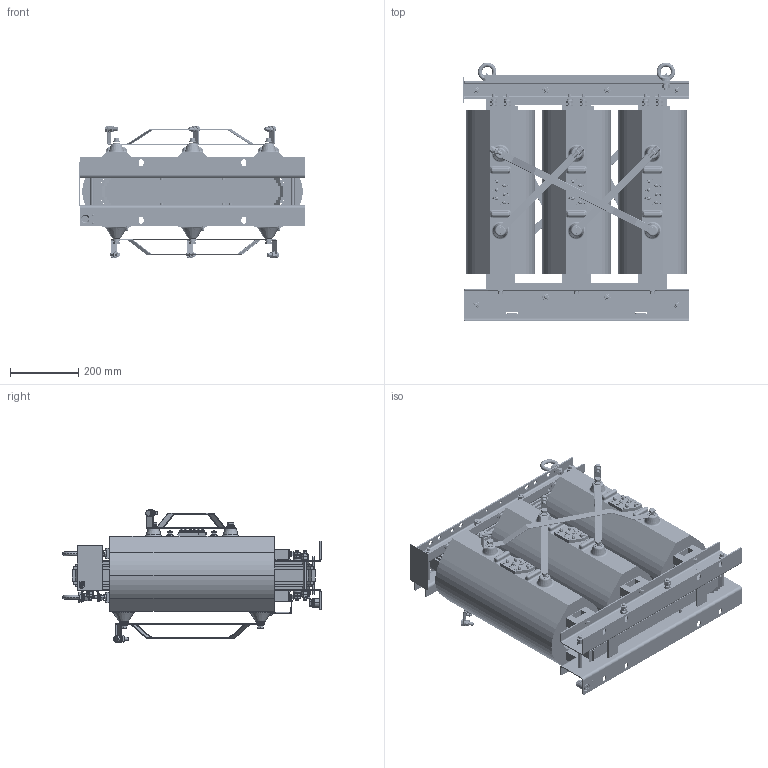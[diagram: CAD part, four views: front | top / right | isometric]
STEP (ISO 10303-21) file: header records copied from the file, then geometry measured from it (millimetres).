
FILE_DESCRIPTION (( 'STEP AP214' ), '1' );
FILE_NAME ('ﾒﾋﾑ-25 ﾄ.ﾄ.STEP', '2023-05-23T07:42:32', ( '' ), ( '' ), 'SwSTEP 2.0', 'SolidWorks 2010', '' );
FILE_SCHEMA (( 'AUTOMOTIVE_DESIGN' ));
Length unit declared in the file: millimetre
Products named in the file (1): ﾒﾋﾑ-25 ﾄ.ﾄ
Bounding box: 658.85 x 755.53 x 387 mm (x, y, z)
Surface area: 4892304.6 mm2 (no closed solid volume)
Topology: 0 solids, 443 shells, 2840 faces, 9167 edges, 6615 vertices
Faces by surface type: plane 1530, cylinder 784, cone 322, torus 110, sphere 66, bspline 28
Entity records: 140451 total; most frequent: CARTESIAN_POINT 29498, DIRECTION 17123, ORIENTED_EDGE 14092, EDGE_CURVE 9143, VERTEX_POINT 6615, AXIS2_PLACEMENT_3D 6324, LINE 4475, VECTOR 4475
